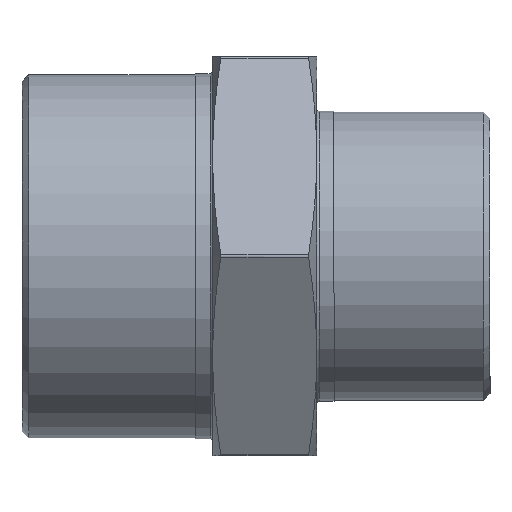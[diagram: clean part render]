
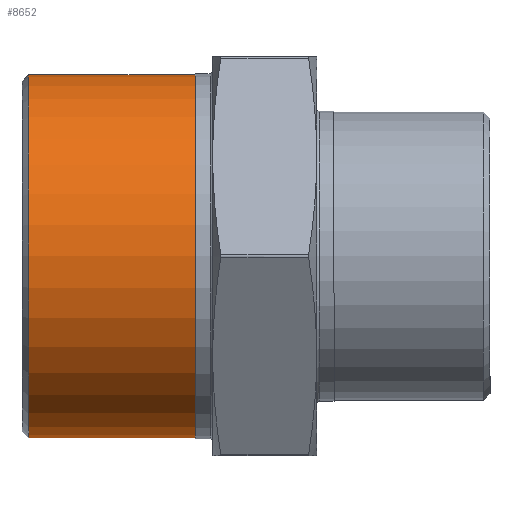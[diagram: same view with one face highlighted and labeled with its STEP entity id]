
A CAD part, front view. The second image highlights one B-rep face of the part: STEP entity #8652.
In plain terms, the highlighted cylindrical face has radius 20.955 mm (diameter 41.91 mm), a full revolution.
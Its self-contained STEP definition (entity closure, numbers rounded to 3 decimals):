
#993 = AXIS2_PLACEMENT_3D ( 'NONE', #5093, #5096, #5102 ) ;
#1576 = AXIS2_PLACEMENT_3D ( 'NONE', #10247, #10235, #10211 ) ;
#1593 = CIRCLE ( 'NONE', #1612, 20.955 ) ;
#1612 = AXIS2_PLACEMENT_3D ( 'NONE', #8803, #8801, #8809 ) ;
#1639 = CIRCLE ( 'NONE', #1576, 20.955 ) ;
#5062 = CYLINDRICAL_SURFACE ( 'NONE', #993, 20.955 ) ;
#5068 = FACE_OUTER_BOUND ( 'NONE', #6773, .T. ) ;
#5093 = CARTESIAN_POINT ( 'NONE',  ( 0., 0., 0. ) ) ;
#5096 = DIRECTION ( 'NONE',  ( -1., 0., 0. ) ) ;
#5102 = DIRECTION ( 'NONE',  ( 0., 0., 1. ) ) ;
#5103 = FACE_OUTER_BOUND ( 'NONE', #6798, .T. ) ;
#6773 = EDGE_LOOP ( 'NONE', ( #7288 ) ) ;
#6798 = EDGE_LOOP ( 'NONE', ( #7306 ) ) ;
#7288 = ORIENTED_EDGE ( 'NONE', *, *, #10789, .F. ) ;
#7306 = ORIENTED_EDGE ( 'NONE', *, *, #10813, .T. ) ;
#8652 = ADVANCED_FACE ( 'NONE', ( #5103, #5068 ), #5062, .T. ) ;
#8801 = DIRECTION ( 'NONE',  ( -1., 0., 0. ) ) ;
#8803 = CARTESIAN_POINT ( 'NONE',  ( -27.25, 0., 0. ) ) ;
#8809 = DIRECTION ( 'NONE',  ( 0., 0., 1. ) ) ;
#10089 = VERTEX_POINT ( 'NONE', #10094 ) ;
#10094 = CARTESIAN_POINT ( 'NONE',  ( -27.25, 0., 20.955 ) ) ;
#10134 = VERTEX_POINT ( 'NONE', #10149 ) ;
#10149 = CARTESIAN_POINT ( 'NONE',  ( -8., 0., 20.955 ) ) ;
#10211 = DIRECTION ( 'NONE',  ( 0., 0., 1. ) ) ;
#10235 = DIRECTION ( 'NONE',  ( -1., 0., 0. ) ) ;
#10247 = CARTESIAN_POINT ( 'NONE',  ( -8., 0., 0. ) ) ;
#10789 = EDGE_CURVE ( 'NONE', #10089, #10089, #1593, .T. ) ;
#10813 = EDGE_CURVE ( 'NONE', #10134, #10134, #1639, .T. ) ;
